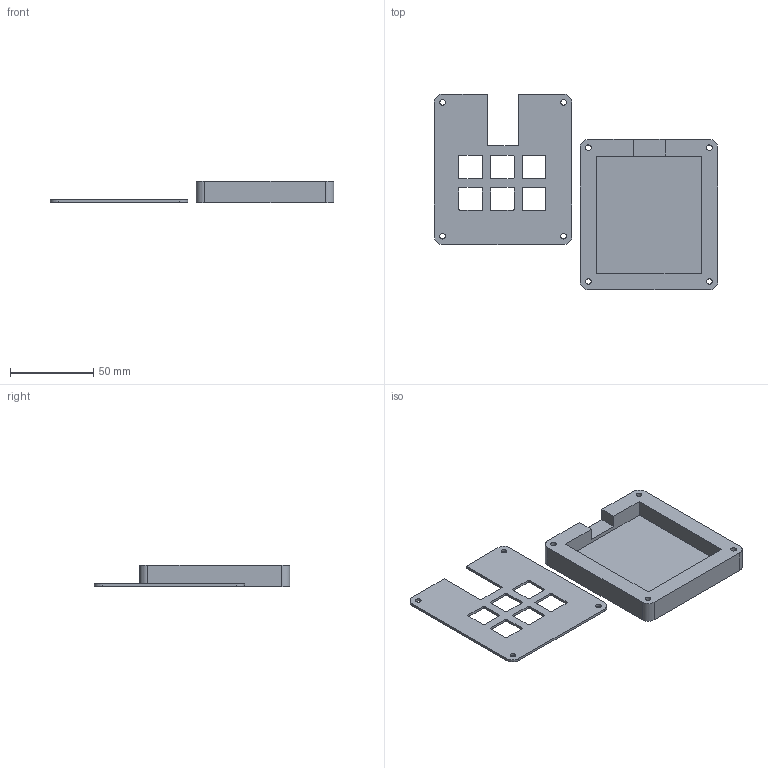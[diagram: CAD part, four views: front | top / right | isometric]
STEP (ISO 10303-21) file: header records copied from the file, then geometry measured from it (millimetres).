
FILE_DESCRIPTION(/* description */ (''),/* implementation_level */ '2;1');
FILE_NAME(/* name */ 'MacroPAD (Top+Bottom).step',/* time_stamp */ '2025-12-21T20:20:38+01:00',/* author */ (''),/* organization */ (''),/* preprocessor_version */ 'ST-DEVELOPER v20.1',/* originating_system */ 'Autodesk Translation Framework v14.21.0.0',/* authorisation */ '');
FILE_SCHEMA (('AUTOMOTIVE_DESIGN { 1 0 10303 214 3 1 1 }'));
Length unit declared in the file: millimetre
Products named in the file (3): MacroPAD; bottom; Top
Assembly tree (2 placements, depth 2):
  MacroPAD
    bottom
    Top
Bounding box: 170.14 x 117.48 x 13 mm (x, y, z)
Volume: 59039.9 mm3; surface area: 34830.2 mm2
Topology: 2 solids, 2 shells, 475 faces, 1335 edges, 890 vertices
Faces by surface type: bspline 283, plane 148, cylinder 44
Full cylindrical faces by diameter (mm): 3.4 x8, 5 x2, 6 x2
Entity records: 18048 total; most frequent: CARTESIAN_POINT 7516, ORIENTED_EDGE 2670, EDGE_CURVE 1335, DIRECTION 1251, VERTEX_POINT 890, LINE 681, VECTOR 681, B_SPLINE_CURVE_WITH_KNOTS 566
